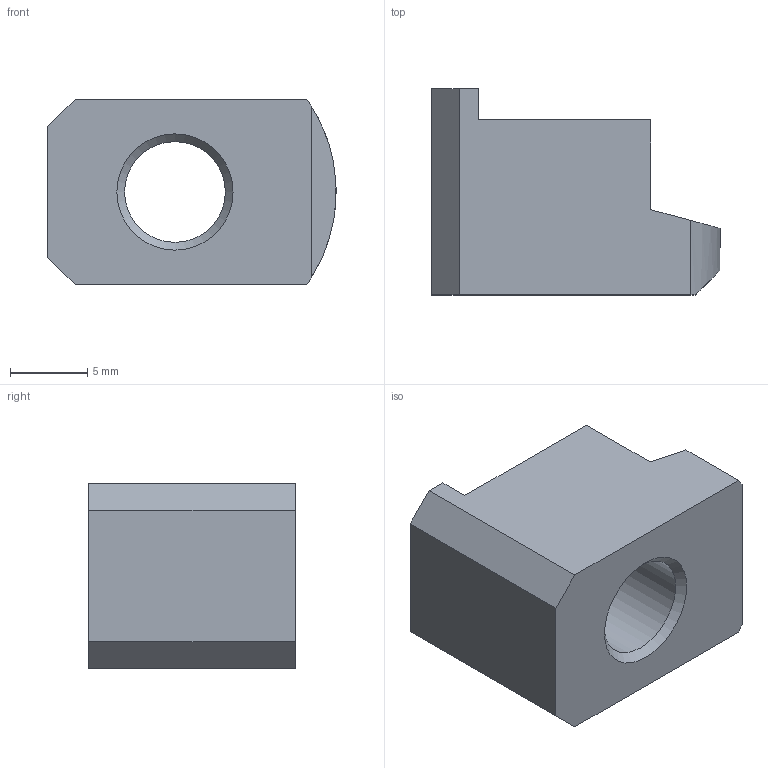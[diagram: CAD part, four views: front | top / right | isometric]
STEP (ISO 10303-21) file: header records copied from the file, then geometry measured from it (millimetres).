
FILE_DESCRIPTION(/* description */ (''),/* implementation_level */ '2;1');
FILE_NAME(/* name */ 'FL-WALLKF.stp',/* time_stamp */ '2018-03-28T11:52:00+01:00',/* author */ ('paul'),/* organization */ (''),/* preprocessor_version */ 'ST-DEVELOPER v17',/* originating_system */ 'Autodesk Inventor 2018',/* authorisation */ '');
FILE_SCHEMA (('AUTOMOTIVE_DESIGN { 1 0 10303 214 3 1 1 }'));
Length unit declared in the file: millimetre
Products named in the file (1): FL-WALLKF
Bounding box: 18.6 x 13.3 x 12 mm (x, y, z)
Volume: 1743.7 mm3; surface area: 1198.7 mm2
Topology: 1 solids, 1 shells, 18 faces, 49 edges, 33 vertices
Faces by surface type: plane 13, cylinder 3, cone 2
Full cylindrical faces by diameter (mm): 6.5 x1
Entity records: 618 total; most frequent: DIRECTION 101, CARTESIAN_POINT 101, ORIENTED_EDGE 98, EDGE_CURVE 49, LINE 35, VECTOR 35, VERTEX_POINT 33, AXIS2_PLACEMENT_3D 33
